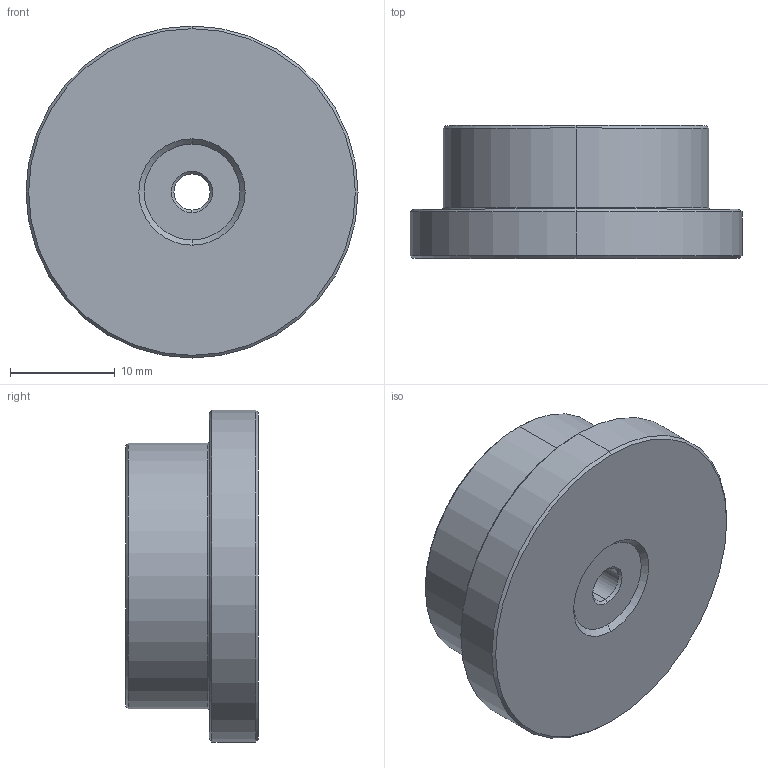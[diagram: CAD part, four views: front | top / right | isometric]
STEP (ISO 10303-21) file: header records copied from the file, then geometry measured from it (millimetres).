
FILE_DESCRIPTION (( 'STEP AP214' ), '1' );
FILE_NAME ('20423-E0W.STEP', '2014-06-13T14:16:20', ( '' ), ( '' ), 'SwSTEP 2.0', 'SolidWorks 2012', '' );
FILE_SCHEMA (( 'AUTOMOTIVE_DESIGN' ));
Length unit declared in the file: inch
Products named in the file (1): 20423-E0W
Bounding box: 31.75 x 12.7 x 31.75 mm (x, y, z)
Volume: 7573.1 mm3; surface area: 2761.6 mm2
Topology: 1 solids, 1 shells, 27 faces, 54 edges, 32 vertices
Faces by surface type: cone 14, cylinder 6, plane 5, torus 2
Entity records: 1101 total; most frequent: DIRECTION 144, CARTESIAN_POINT 114, ORIENTED_EDGE 108, AXIS2_PLACEMENT_3D 62, EDGE_CURVE 54, CIRCLE 34, EDGE_LOOP 32, VERTEX_POINT 32
